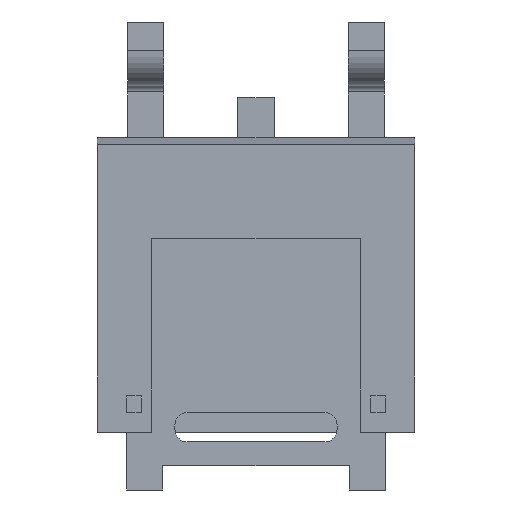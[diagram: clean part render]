
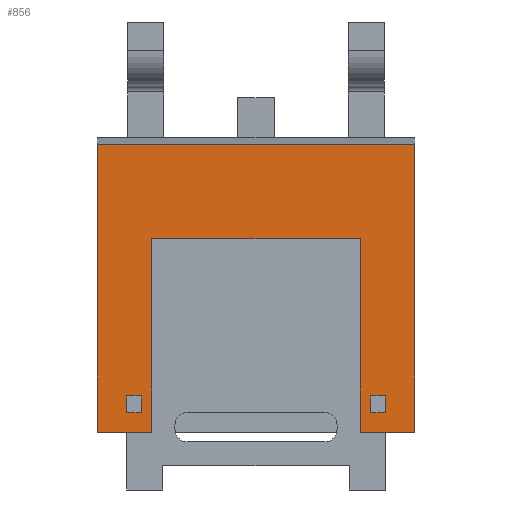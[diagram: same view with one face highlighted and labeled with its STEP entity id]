
A CAD part, front view. The second image highlights one B-rep face of the part: STEP entity #856.
In plain terms, the highlighted planar face has unit normal (0, -1, 0).
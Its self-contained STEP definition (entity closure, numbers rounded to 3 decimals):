
#9 = DIRECTION ( 'NONE',  ( 1., 0., 0. ) ) ;
#12 = CARTESIAN_POINT ( 'NONE',  ( 5.97, 0.005, -5.7 ) ) ;
#51 = LINE ( 'NONE', #87, #2455 ) ;
#87 = CARTESIAN_POINT ( 'NONE',  ( 0., 0.005, -5.7 ) ) ;
#123 = DIRECTION ( 'NONE',  ( 0., 0., 1. ) ) ;
#132 = VERTEX_POINT ( 'NONE', #3375 ) ;
#136 = VECTOR ( 'NONE', #448, 1000. ) ;
#174 = ORIENTED_EDGE ( 'NONE', *, *, #3149, .T. ) ;
#195 = ORIENTED_EDGE ( 'NONE', *, *, #2459, .T. ) ;
#206 = LINE ( 'NONE', #2198, #3265 ) ;
#215 = FACE_OUTER_BOUND ( 'NONE', #2200, .T. ) ;
#219 = CARTESIAN_POINT ( 'NONE',  ( 5.45, 0.005, -6.1 ) ) ;
#237 = VERTEX_POINT ( 'NONE', #1491 ) ;
#266 = VECTOR ( 'NONE', #1604, 1000. ) ;
#287 = VERTEX_POINT ( 'NONE', #2693 ) ;
#295 = EDGE_CURVE ( 'NONE', #287, #3124, #1278, .T. ) ;
#301 = EDGE_CURVE ( 'NONE', #1644, #2979, #1319, .T. ) ;
#322 = VECTOR ( 'NONE', #1397, 1000. ) ;
#391 = CARTESIAN_POINT ( 'NONE',  ( 6.58, 0.005, -6.1 ) ) ;
#425 = EDGE_CURVE ( 'NONE', #132, #1531, #2262, .T. ) ;
#448 = DIRECTION ( 'NONE',  ( 0., 0., -1. ) ) ;
#461 = VECTOR ( 'NONE', #2136, 1000. ) ;
#467 = DIRECTION ( 'NONE',  ( 1., 0., 0. ) ) ;
#478 = DIRECTION ( 'NONE',  ( 0., -1., 0. ) ) ;
#596 = EDGE_CURVE ( 'NONE', #1697, #287, #2403, .T. ) ;
#644 = EDGE_CURVE ( 'NONE', #3616, #3469, #2992, .T. ) ;
#663 = CARTESIAN_POINT ( 'NONE',  ( 0., 0.005, -6.1 ) ) ;
#701 = LINE ( 'NONE', #3530, #136 ) ;
#704 = CARTESIAN_POINT ( 'NONE',  ( 0.91, 0.005, -5.7 ) ) ;
#716 = CARTESIAN_POINT ( 'NONE',  ( 0.61, 0.005, -6.1 ) ) ;
#730 = VECTOR ( 'NONE', #1118, 1000. ) ;
#773 = CARTESIAN_POINT ( 'NONE',  ( 0., 0.005, -6.1 ) ) ;
#818 = PLANE ( 'NONE',  #2145 ) ;
#833 = DIRECTION ( 'NONE',  ( 0., 0., 1. ) ) ;
#846 = CARTESIAN_POINT ( 'NONE',  ( 1.13, 0.005, -2.09 ) ) ;
#851 = CARTESIAN_POINT ( 'NONE',  ( 0., 0.005, -6.1 ) ) ;
#856 = ADVANCED_FACE ( 'NONE', ( #215, #1407, #1079 ), #818, .T. ) ;
#911 = CARTESIAN_POINT ( 'NONE',  ( 5.97, 0.005, -6.1 ) ) ;
#913 = CARTESIAN_POINT ( 'NONE',  ( 0., 0.005, -0.141 ) ) ;
#934 = VECTOR ( 'NONE', #9, 1000. ) ;
#961 = VECTOR ( 'NONE', #3463, 1000. ) ;
#1033 = LINE ( 'NONE', #391, #2846 ) ;
#1063 = ORIENTED_EDGE ( 'NONE', *, *, #1534, .T. ) ;
#1071 = LINE ( 'NONE', #3337, #3447 ) ;
#1079 = FACE_BOUND ( 'NONE', #3682, .T. ) ;
#1087 = LINE ( 'NONE', #773, #322 ) ;
#1118 = DIRECTION ( 'NONE',  ( 1., 0., 0. ) ) ;
#1150 = VERTEX_POINT ( 'NONE', #1789 ) ;
#1239 = ORIENTED_EDGE ( 'NONE', *, *, #3709, .T. ) ;
#1243 = ORIENTED_EDGE ( 'NONE', *, *, #1304, .T. ) ;
#1278 = LINE ( 'NONE', #1882, #266 ) ;
#1304 = EDGE_CURVE ( 'NONE', #2615, #237, #1434, .T. ) ;
#1319 = LINE ( 'NONE', #663, #1912 ) ;
#1344 = CARTESIAN_POINT ( 'NONE',  ( 0., 0.005, -6.1 ) ) ;
#1364 = ORIENTED_EDGE ( 'NONE', *, *, #596, .T. ) ;
#1397 = DIRECTION ( 'NONE',  ( 1., 0., 0. ) ) ;
#1399 = EDGE_CURVE ( 'NONE', #1907, #1697, #51, .T. ) ;
#1407 = FACE_BOUND ( 'NONE', #1884, .T. ) ;
#1431 = DIRECTION ( 'NONE',  ( 1., 0., 0. ) ) ;
#1434 = LINE ( 'NONE', #851, #961 ) ;
#1449 = CARTESIAN_POINT ( 'NONE',  ( 1.13, 0.005, -6.1 ) ) ;
#1481 = DIRECTION ( 'NONE',  ( -1., 0., 0. ) ) ;
#1491 = CARTESIAN_POINT ( 'NONE',  ( 6.58, 0.005, -6.1 ) ) ;
#1520 = DIRECTION ( 'NONE',  ( -1., 0., 0. ) ) ;
#1531 = VERTEX_POINT ( 'NONE', #2257 ) ;
#1534 = EDGE_CURVE ( 'NONE', #2460, #1593, #2275, .T. ) ;
#1580 = CARTESIAN_POINT ( 'NONE',  ( 5.97, 0.005, -6.1 ) ) ;
#1584 = CARTESIAN_POINT ( 'NONE',  ( 0., 0.005, -0.141 ) ) ;
#1593 = VERTEX_POINT ( 'NONE', #846 ) ;
#1604 = DIRECTION ( 'NONE',  ( 1., 0., 0. ) ) ;
#1613 = CARTESIAN_POINT ( 'NONE',  ( 6.58, 0.005, -0.141 ) ) ;
#1644 = VERTEX_POINT ( 'NONE', #2099 ) ;
#1691 = CARTESIAN_POINT ( 'NONE',  ( 0., 0.005, -5.7 ) ) ;
#1697 = VERTEX_POINT ( 'NONE', #1813 ) ;
#1775 = LINE ( 'NONE', #1584, #2823 ) ;
#1789 = CARTESIAN_POINT ( 'NONE',  ( 0.61, 0.005, -6.1 ) ) ;
#1813 = CARTESIAN_POINT ( 'NONE',  ( 0.61, 0.005, -5.7 ) ) ;
#1829 = EDGE_CURVE ( 'NONE', #3327, #2979, #1775, .T. ) ;
#1882 = CARTESIAN_POINT ( 'NONE',  ( 0., 0.005, -5.35 ) ) ;
#1884 = EDGE_LOOP ( 'NONE', ( #174, #2320, #195, #1913 ) ) ;
#1907 = VERTEX_POINT ( 'NONE', #704 ) ;
#1912 = VECTOR ( 'NONE', #2736, 1000. ) ;
#1913 = ORIENTED_EDGE ( 'NONE', *, *, #425, .T. ) ;
#1938 = CARTESIAN_POINT ( 'NONE',  ( 5.45, 0.005, -2.09 ) ) ;
#2099 = CARTESIAN_POINT ( 'NONE',  ( 0., 0.005, -6.1 ) ) ;
#2132 = VECTOR ( 'NONE', #833, 1000. ) ;
#2136 = DIRECTION ( 'NONE',  ( 0., 0., 1. ) ) ;
#2145 = AXIS2_PLACEMENT_3D ( 'NONE', #1344, #478, #2478 ) ;
#2198 = CARTESIAN_POINT ( 'NONE',  ( 0., 0.005, -6.1 ) ) ;
#2200 = EDGE_LOOP ( 'NONE', ( #3110, #2984, #2308, #1239, #1063, #3391, #2864, #2241, #1243, #3001 ) ) ;
#2241 = ORIENTED_EDGE ( 'NONE', *, *, #3642, .T. ) ;
#2257 = CARTESIAN_POINT ( 'NONE',  ( 5.67, 0.005, -5.35 ) ) ;
#2262 = LINE ( 'NONE', #3409, #2132 ) ;
#2275 = LINE ( 'NONE', #1449, #2336 ) ;
#2308 = ORIENTED_EDGE ( 'NONE', *, *, #3689, .T. ) ;
#2320 = ORIENTED_EDGE ( 'NONE', *, *, #3513, .T. ) ;
#2336 = VECTOR ( 'NONE', #3421, 1000. ) ;
#2403 = LINE ( 'NONE', #716, #461 ) ;
#2426 = LINE ( 'NONE', #1580, #2616 ) ;
#2446 = VERTEX_POINT ( 'NONE', #12 ) ;
#2452 = ORIENTED_EDGE ( 'NONE', *, *, #295, .T. ) ;
#2455 = VECTOR ( 'NONE', #1520, 1000. ) ;
#2459 = EDGE_CURVE ( 'NONE', #2446, #132, #2840, .T. ) ;
#2460 = VERTEX_POINT ( 'NONE', #3159 ) ;
#2478 = DIRECTION ( 'NONE',  ( 0., 0., -1. ) ) ;
#2517 = EDGE_CURVE ( 'NONE', #1593, #3616, #2544, .T. ) ;
#2544 = LINE ( 'NONE', #3678, #730 ) ;
#2579 = ORIENTED_EDGE ( 'NONE', *, *, #3494, .T. ) ;
#2615 = VERTEX_POINT ( 'NONE', #911 ) ;
#2616 = VECTOR ( 'NONE', #3569, 1000. ) ;
#2647 = VERTEX_POINT ( 'NONE', #2701 ) ;
#2693 = CARTESIAN_POINT ( 'NONE',  ( 0.61, 0.005, -5.35 ) ) ;
#2701 = CARTESIAN_POINT ( 'NONE',  ( 5.97, 0.005, -5.35 ) ) ;
#2736 = DIRECTION ( 'NONE',  ( 0., 0., 1. ) ) ;
#2823 = VECTOR ( 'NONE', #1481, 1000. ) ;
#2840 = LINE ( 'NONE', #1691, #3252 ) ;
#2846 = VECTOR ( 'NONE', #123, 1000. ) ;
#2864 = ORIENTED_EDGE ( 'NONE', *, *, #644, .T. ) ;
#2871 = VECTOR ( 'NONE', #3675, 1000. ) ;
#2936 = CARTESIAN_POINT ( 'NONE',  ( 0., 0.005, -5.35 ) ) ;
#2979 = VERTEX_POINT ( 'NONE', #913 ) ;
#2984 = ORIENTED_EDGE ( 'NONE', *, *, #301, .F. ) ;
#2992 = LINE ( 'NONE', #219, #2871 ) ;
#3001 = ORIENTED_EDGE ( 'NONE', *, *, #3527, .T. ) ;
#3110 = ORIENTED_EDGE ( 'NONE', *, *, #1829, .T. ) ;
#3124 = VERTEX_POINT ( 'NONE', #3138 ) ;
#3138 = CARTESIAN_POINT ( 'NONE',  ( 0.91, 0.005, -5.35 ) ) ;
#3141 = DIRECTION ( 'NONE',  ( -1., 0., 0. ) ) ;
#3149 = EDGE_CURVE ( 'NONE', #1531, #2647, #3471, .T. ) ;
#3159 = CARTESIAN_POINT ( 'NONE',  ( 1.13, 0.005, -6.1 ) ) ;
#3252 = VECTOR ( 'NONE', #3141, 1000. ) ;
#3265 = VECTOR ( 'NONE', #1431, 1000. ) ;
#3293 = CARTESIAN_POINT ( 'NONE',  ( 5.45, 0.005, -6.1 ) ) ;
#3327 = VERTEX_POINT ( 'NONE', #1613 ) ;
#3337 = CARTESIAN_POINT ( 'NONE',  ( 0., 0.005, -6.1 ) ) ;
#3347 = ORIENTED_EDGE ( 'NONE', *, *, #1399, .T. ) ;
#3375 = CARTESIAN_POINT ( 'NONE',  ( 5.67, 0.005, -5.7 ) ) ;
#3391 = ORIENTED_EDGE ( 'NONE', *, *, #2517, .T. ) ;
#3409 = CARTESIAN_POINT ( 'NONE',  ( 5.67, 0.005, -6.1 ) ) ;
#3421 = DIRECTION ( 'NONE',  ( 0., 0., 1. ) ) ;
#3447 = VECTOR ( 'NONE', #467, 1000. ) ;
#3463 = DIRECTION ( 'NONE',  ( 1., 0., 0. ) ) ;
#3469 = VERTEX_POINT ( 'NONE', #3293 ) ;
#3471 = LINE ( 'NONE', #2936, #934 ) ;
#3494 = EDGE_CURVE ( 'NONE', #3124, #1907, #701, .T. ) ;
#3513 = EDGE_CURVE ( 'NONE', #2647, #2446, #2426, .T. ) ;
#3527 = EDGE_CURVE ( 'NONE', #237, #3327, #1033, .T. ) ;
#3530 = CARTESIAN_POINT ( 'NONE',  ( 0.91, 0.005, -6.1 ) ) ;
#3569 = DIRECTION ( 'NONE',  ( 0., 0., -1. ) ) ;
#3616 = VERTEX_POINT ( 'NONE', #1938 ) ;
#3642 = EDGE_CURVE ( 'NONE', #3469, #2615, #1071, .T. ) ;
#3675 = DIRECTION ( 'NONE',  ( 0., 0., -1. ) ) ;
#3678 = CARTESIAN_POINT ( 'NONE',  ( 0., 0.005, -2.09 ) ) ;
#3682 = EDGE_LOOP ( 'NONE', ( #3347, #1364, #2452, #2579 ) ) ;
#3689 = EDGE_CURVE ( 'NONE', #1644, #1150, #206, .T. ) ;
#3709 = EDGE_CURVE ( 'NONE', #1150, #2460, #1087, .T. ) ;
